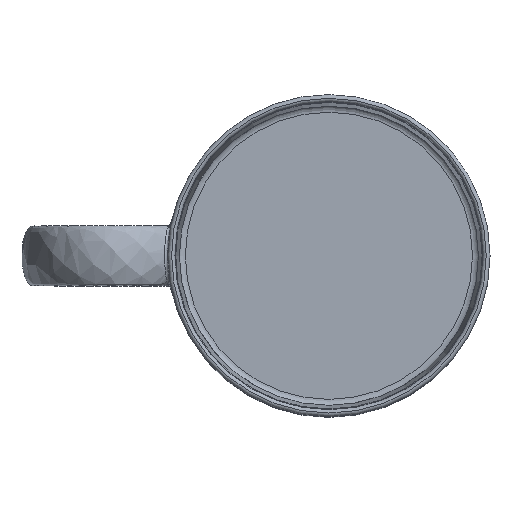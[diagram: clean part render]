
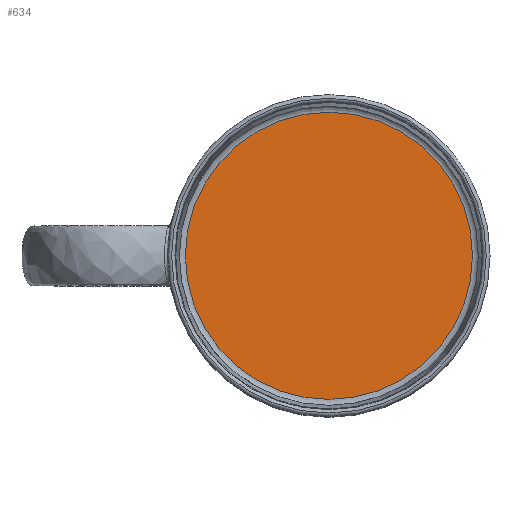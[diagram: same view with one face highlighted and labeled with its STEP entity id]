
A CAD part, top view. The second image highlights one B-rep face of the part: STEP entity #634.
In plain terms, the highlighted planar face has unit normal (0, 0, 1).
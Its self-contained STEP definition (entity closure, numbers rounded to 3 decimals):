
#102=PLANE('',#710);
#169=FACE_OUTER_BOUND('',#232,.T.);
#232=EDGE_LOOP('',(#573));
#275=CIRCLE('',#709,38.339);
#328=VERTEX_POINT('',#2373);
#411=EDGE_CURVE('',#328,#328,#275,.T.);
#573=ORIENTED_EDGE('',*,*,#411,.F.);
#634=ADVANCED_FACE('',(#169),#102,.T.);
#709=AXIS2_PLACEMENT_3D('',#2374,#846,#847);
#710=AXIS2_PLACEMENT_3D('',#2375,#848,#849);
#846=DIRECTION('center_axis',(0.,0.,-1.));
#847=DIRECTION('ref_axis',(1.,0.,0.));
#848=DIRECTION('center_axis',(0.,0.,1.));
#849=DIRECTION('ref_axis',(1.,0.,0.));
#2373=CARTESIAN_POINT('',(-38.339,0.,75.));
#2374=CARTESIAN_POINT('Origin',(0.,0.,75.));
#2375=CARTESIAN_POINT('Origin',(0.,0.,75.));
